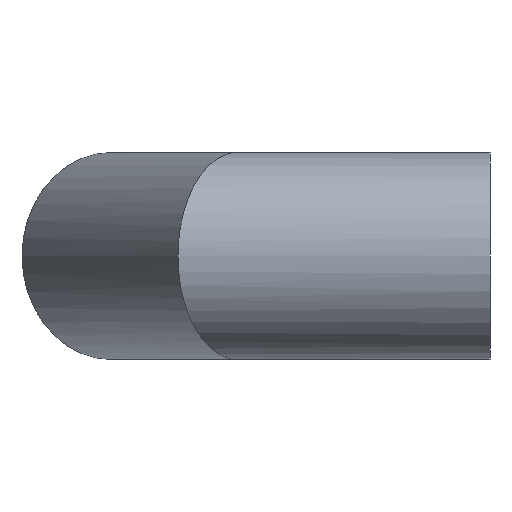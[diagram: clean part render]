
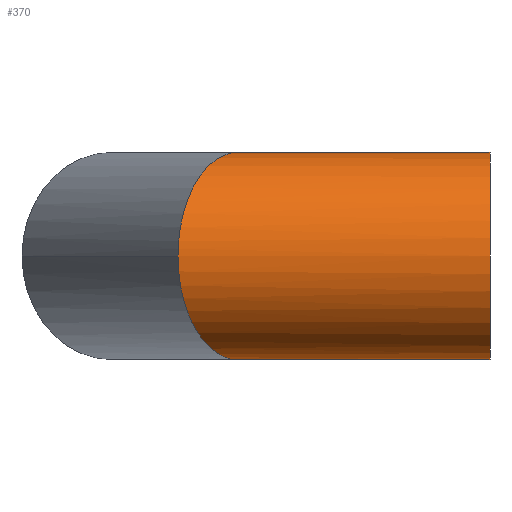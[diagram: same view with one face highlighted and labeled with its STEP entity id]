
A CAD part, left-side view. The second image highlights one B-rep face of the part: STEP entity #370.
In plain terms, the highlighted cylindrical face has radius 55 mm (diameter 110 mm), a partial arc.
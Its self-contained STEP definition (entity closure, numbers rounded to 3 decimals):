
#1 = CARTESIAN_POINT ( 'NONE',  ( -32.218, 152.601, -55. ) ) ;
#27 = VERTEX_POINT ( 'NONE', #36 ) ;
#29 = AXIS2_PLACEMENT_3D ( 'NONE', #160, #67, #276 ) ;
#32 = CARTESIAN_POINT ( 'NONE',  ( -32.218, 152.601, 55. ) ) ;
#36 = CARTESIAN_POINT ( 'NONE',  ( 0., 134., 55. ) ) ;
#37 = CARTESIAN_POINT ( 'NONE',  ( -55., 165.754, 0. ) ) ;
#38 = CARTESIAN_POINT ( 'NONE',  ( -55., 165.754, 32.218 ) ) ;
#39 = CARTESIAN_POINT ( 'NONE',  ( 0., 0., -55. ) ) ;
#49 = ORIENTED_EDGE ( 'NONE', *, *, #230, .T. ) ;
#53 = AXIS2_PLACEMENT_3D ( 'NONE', #127, #211, #245 ) ;
#67 = DIRECTION ( 'NONE',  ( 0., 1., 0. ) ) ;
#69 = CARTESIAN_POINT ( 'NONE',  ( 0., 134., 55. ) ) ;
#70 = FACE_OUTER_BOUND ( 'NONE', #258, .T. ) ;
#86 = VERTEX_POINT ( 'NONE', #288 ) ;
#88 = CARTESIAN_POINT ( 'NONE',  ( 0., 0., 55. ) ) ;
#109 = VERTEX_POINT ( 'NONE', #324 ) ;
#119 = CARTESIAN_POINT ( 'NONE',  ( 0., 134., -55. ) ) ;
#124 = EDGE_CURVE ( 'NONE', #86, #27, #144, .T. ) ;
#127 = CARTESIAN_POINT ( 'NONE',  ( 0., 0., 0. ) ) ;
#144 = LINE ( 'NONE', #88, #312 ) ;
#160 = CARTESIAN_POINT ( 'NONE',  ( 0., 0., 0. ) ) ;
#169 = VERTEX_POINT ( 'NONE', #119 ) ;
#174 = ORIENTED_EDGE ( 'NONE', *, *, #269, .T. ) ;
#187 = EDGE_CURVE ( 'NONE', #334, #169, #300, .T. ) ;
#211 = DIRECTION ( 'NONE',  ( 0., 1., 0. ) ) ;
#221 =( BOUNDED_CURVE ( )  B_SPLINE_CURVE ( 3, ( #336, #301, #1, #242 ),
 .UNSPECIFIED., .F., .F. ) 
 B_SPLINE_CURVE_WITH_KNOTS ( ( 4, 4 ),
 ( 0., 1.571 ),
 .UNSPECIFIED. ) 
 CURVE ( )  GEOMETRIC_REPRESENTATION_ITEM ( )  RATIONAL_B_SPLINE_CURVE ( ( 1., 0.805, 0.805, 1. ) ) 
 REPRESENTATION_ITEM ( '' )  );
#230 = EDGE_CURVE ( 'NONE', #334, #86, #372, .T. ) ;
#234 = ORIENTED_EDGE ( 'NONE', *, *, #187, .F. ) ;
#238 = DIRECTION ( 'NONE',  ( 0., 1., 0. ) ) ;
#239 = ORIENTED_EDGE ( 'NONE', *, *, #280, .T. ) ;
#242 = CARTESIAN_POINT ( 'NONE',  ( 0., 134., -55. ) ) ;
#245 = DIRECTION ( 'NONE',  ( 0., 0., 1. ) ) ;
#258 = EDGE_LOOP ( 'NONE', ( #234, #49, #262, #239, #174 ) ) ;
#259 = CARTESIAN_POINT ( 'NONE',  ( 0., 0., -55. ) ) ;
#262 = ORIENTED_EDGE ( 'NONE', *, *, #124, .T. ) ;
#269 = EDGE_CURVE ( 'NONE', #109, #169, #221, .T. ) ;
#276 = DIRECTION ( 'NONE',  ( 0., 0., 1. ) ) ;
#280 = EDGE_CURVE ( 'NONE', #27, #109, #296, .T. ) ;
#288 = CARTESIAN_POINT ( 'NONE',  ( 0., 0., 55. ) ) ;
#296 =( BOUNDED_CURVE ( )  B_SPLINE_CURVE ( 3, ( #69, #32, #38, #37 ),
 .UNSPECIFIED., .F., .F. ) 
 B_SPLINE_CURVE_WITH_KNOTS ( ( 4, 4 ),
 ( 4.712, 6.283 ),
 .UNSPECIFIED. ) 
 CURVE ( )  GEOMETRIC_REPRESENTATION_ITEM ( )  RATIONAL_B_SPLINE_CURVE ( ( 1., 0.805, 0.805, 1. ) ) 
 REPRESENTATION_ITEM ( '' )  );
#300 = LINE ( 'NONE', #259, #345 ) ;
#301 = CARTESIAN_POINT ( 'NONE',  ( -55., 165.754, -32.218 ) ) ;
#312 = VECTOR ( 'NONE', #323, 1000. ) ;
#323 = DIRECTION ( 'NONE',  ( 0., 1., 0. ) ) ;
#324 = CARTESIAN_POINT ( 'NONE',  ( -55., 165.754, 0. ) ) ;
#334 = VERTEX_POINT ( 'NONE', #39 ) ;
#336 = CARTESIAN_POINT ( 'NONE',  ( -55., 165.754, 0. ) ) ;
#337 = CYLINDRICAL_SURFACE ( 'NONE', #29, 55. ) ;
#345 = VECTOR ( 'NONE', #238, 1000. ) ;
#370 = ADVANCED_FACE ( 'NONE', ( #70 ), #337, .T. ) ;
#372 = CIRCLE ( 'NONE', #53, 55. ) ;
